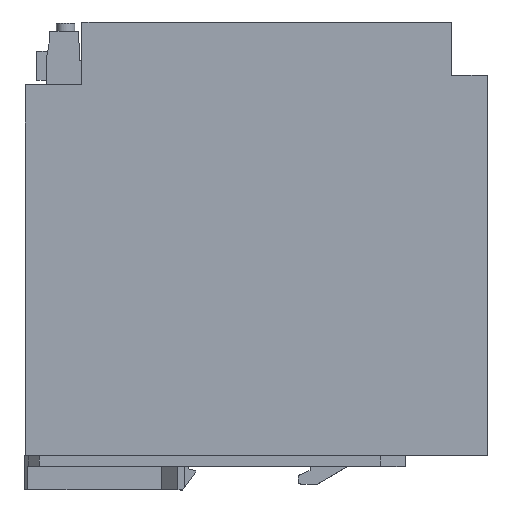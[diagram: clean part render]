
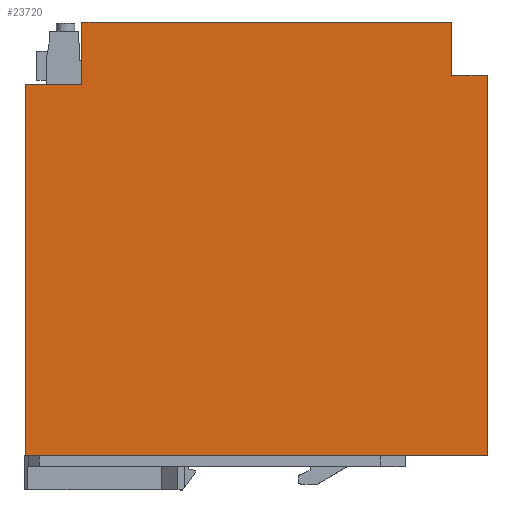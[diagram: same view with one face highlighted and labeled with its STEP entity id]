
A CAD part, top view. The second image highlights one B-rep face of the part: STEP entity #23720.
In plain terms, the highlighted face is planar.
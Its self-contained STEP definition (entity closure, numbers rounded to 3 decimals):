
#570=CARTESIAN_POINT('',(-13.,125.,-16.));
#580=VERTEX_POINT('',#570);
#750=CARTESIAN_POINT('',(-13.,110.,-16.));
#760=VERTEX_POINT('',#750);
#790=CARTESIAN_POINT('',(-13.,124.,-16.));
#800=DIRECTION('',(0.,1.,0.));
#810=VECTOR('',#800,1.);
#820=LINE('',#790,#810);
#830=EDGE_CURVE('',#760,#580,#820,.T.);
#22790=CARTESIAN_POINT('',(107.,107.3,-16.));
#22800=VERTEX_POINT('',#22790);
#22830=CARTESIAN_POINT('',(107.,0.,-16.));
#22840=DIRECTION('',(0.,-1.,0.));
#22850=VECTOR('',#22840,1.);
#22860=LINE('',#22830,#22850);
#22870=CARTESIAN_POINT('',(107.,3.,-16.));
#22880=VERTEX_POINT('',#22870);
#22890=EDGE_CURVE('',#22800,#22880,#22860,.T.);
#23190=CARTESIAN_POINT('',(89.922,124.282,-16.));
#23200=DIRECTION('',(0.,0.,-1.));
#23210=DIRECTION('',(0.,1.,0.));
#23220=AXIS2_PLACEMENT_3D('',#23190,#23200,#23210);
#23230=PLANE('',#23220);
#23240=ORIENTED_EDGE('',*,*,#22890,.T.);
#23250=CARTESIAN_POINT('',(0.,107.3,-16.));
#23260=DIRECTION('',(-1.,-0.,0.));
#23270=VECTOR('',#23260,1.);
#23280=LINE('',#23250,#23270);
#23290=CARTESIAN_POINT('',(91.,107.3,-16.));
#23300=VERTEX_POINT('',#23290);
#23310=EDGE_CURVE('',#22800,#23300,#23280,.T.);
#23320=ORIENTED_EDGE('',*,*,#23310,.F.);
#23330=CARTESIAN_POINT('',(91.,0.,-16.));
#23340=DIRECTION('',(0.,1.,0.));
#23350=VECTOR('',#23340,1.);
#23360=LINE('',#23330,#23350);
#23370=CARTESIAN_POINT('',(91.,125.,-16.));
#23380=VERTEX_POINT('',#23370);
#23390=EDGE_CURVE('',#23300,#23380,#23360,.T.);
#23400=ORIENTED_EDGE('',*,*,#23390,.F.);
#23410=CARTESIAN_POINT('',(42.,125.,-16.));
#23420=DIRECTION('',(1.,0.,0.));
#23430=VECTOR('',#23420,1.);
#23440=LINE('',#23410,#23430);
#23450=EDGE_CURVE('',#580,#23380,#23440,.T.);
#23460=ORIENTED_EDGE('',*,*,#23450,.T.);
#23470=ORIENTED_EDGE('',*,*,#830,.T.);
#23480=CARTESIAN_POINT('',(42.,110.,-16.));
#23490=DIRECTION('',(1.,0.,0.));
#23500=VECTOR('',#23490,1.);
#23510=LINE('',#23480,#23500);
#23520=CARTESIAN_POINT('',(-23.,110.,-16.));
#23530=VERTEX_POINT('',#23520);
#23540=EDGE_CURVE('',#23530,#760,#23510,.T.);
#23550=ORIENTED_EDGE('',*,*,#23540,.T.);
#23560=CARTESIAN_POINT('',(-23.,124.,-16.));
#23570=DIRECTION('',(0.,1.,0.));
#23580=VECTOR('',#23570,1.);
#23590=LINE('',#23560,#23580);
#23600=CARTESIAN_POINT('',(-23.,3.,-16.));
#23610=VERTEX_POINT('',#23600);
#23620=EDGE_CURVE('',#23610,#23530,#23590,.T.);
#23630=ORIENTED_EDGE('',*,*,#23620,.T.);
#23640=CARTESIAN_POINT('',(0.,3.,-16.));
#23650=DIRECTION('',(1.,0.,0.));
#23660=VECTOR('',#23650,1.);
#23670=LINE('',#23640,#23660);
#23680=EDGE_CURVE('',#23610,#22880,#23670,.T.);
#23690=ORIENTED_EDGE('',*,*,#23680,.F.);
#23700=EDGE_LOOP('',(#23690,#23630,#23550,#23470,#23460,#23400,#23320,
#23240));
#23710=FACE_OUTER_BOUND('',#23700,.T.);
#23720=ADVANCED_FACE('',(#23710),#23230,.T.);
